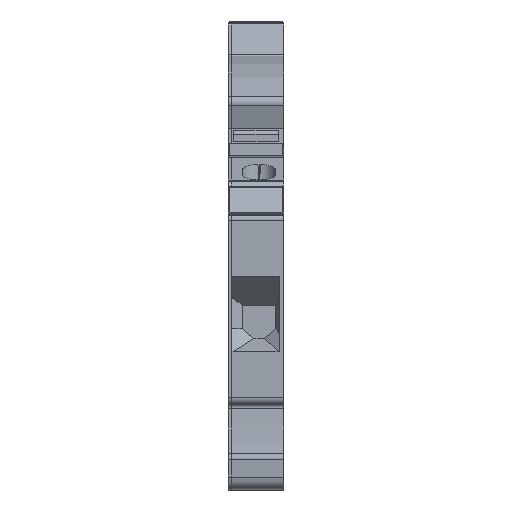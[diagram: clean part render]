
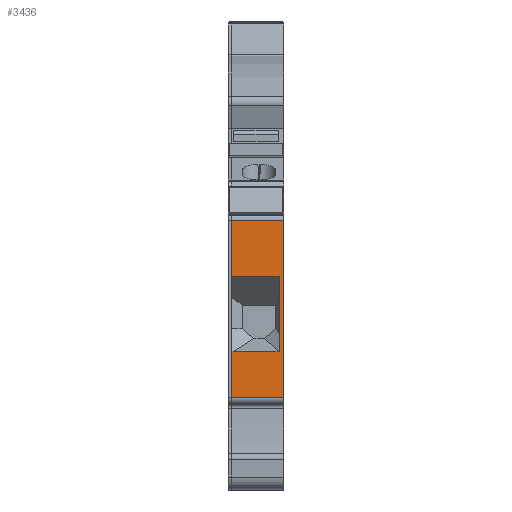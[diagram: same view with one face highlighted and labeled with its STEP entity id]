
A CAD part, front view. The second image highlights one B-rep face of the part: STEP entity #3436.
In plain terms, the highlighted planar face has unit normal (0, -1, 0).
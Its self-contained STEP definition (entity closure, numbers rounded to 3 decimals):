
#3369=AXIS2_PLACEMENT_3D('Plane Axis2P3D',#3366,#3367,#3368) ;
#1737=CARTESIAN_POINT('Vertex',(8.1,-0.001,39.214)) ;
#1740=CARTESIAN_POINT('Line Origine',(8.1,-0.001,26.332)) ;
#1744=CARTESIAN_POINT('Vertex',(8.1,-0.001,13.45)) ;
#3366=CARTESIAN_POINT('Axis2P3D Location',(0.,-0.001,39.214)) ;
#3371=CARTESIAN_POINT('Line Origine',(4.3,-0.001,13.45)) ;
#3375=CARTESIAN_POINT('Vertex',(0.5,-0.001,13.45)) ;
#3378=CARTESIAN_POINT('Line Origine',(4.3,-0.001,39.214)) ;
#3382=CARTESIAN_POINT('Vertex',(0.5,-0.001,39.214)) ;
#3385=CARTESIAN_POINT('Line Origine',(0.5,-0.001,35.161)) ;
#3389=CARTESIAN_POINT('Vertex',(0.5,-0.001,31.108)) ;
#3392=CARTESIAN_POINT('Line Origine',(3.95,-0.001,31.108)) ;
#3396=CARTESIAN_POINT('Vertex',(7.4,-0.001,31.108)) ;
#3399=CARTESIAN_POINT('Line Origine',(7.4,-0.001,25.624)) ;
#3403=CARTESIAN_POINT('Vertex',(7.4,-0.001,20.14)) ;
#3406=CARTESIAN_POINT('Line Origine',(4.09,-0.001,20.14)) ;
#3410=CARTESIAN_POINT('Vertex',(0.78,-0.001,20.14)) ;
#3413=CARTESIAN_POINT('Line Origine',(0.64,-0.001,20.257)) ;
#3417=CARTESIAN_POINT('Vertex',(0.5,-0.001,20.375)) ;
#3420=CARTESIAN_POINT('Line Origine',(0.5,-0.001,16.912)) ;
#1741=DIRECTION('Vector Direction',(0.,0.,1.)) ;
#3367=DIRECTION('Axis2P3D Direction',(0.,-1.,0.)) ;
#3368=DIRECTION('Axis2P3D XDirection',(0.,0.,-1.)) ;
#3372=DIRECTION('Vector Direction',(-1.,0.,0.)) ;
#3379=DIRECTION('Vector Direction',(-1.,0.,0.)) ;
#3386=DIRECTION('Vector Direction',(0.,0.,-1.)) ;
#3393=DIRECTION('Vector Direction',(-1.,0.,0.)) ;
#3400=DIRECTION('Vector Direction',(0.,0.,-1.)) ;
#3407=DIRECTION('Vector Direction',(-1.,0.,0.)) ;
#3414=DIRECTION('Vector Direction',(-0.766,0.,0.643)) ;
#3421=DIRECTION('Vector Direction',(0.,0.,-1.)) ;
#1742=VECTOR('Line Direction',#1741,1.) ;
#3373=VECTOR('Line Direction',#3372,1.) ;
#3380=VECTOR('Line Direction',#3379,1.) ;
#3387=VECTOR('Line Direction',#3386,1.) ;
#3394=VECTOR('Line Direction',#3393,1.) ;
#3401=VECTOR('Line Direction',#3400,1.) ;
#3408=VECTOR('Line Direction',#3407,1.) ;
#3415=VECTOR('Line Direction',#3414,1.) ;
#3422=VECTOR('Line Direction',#3421,1.) ;
#3426=ORIENTED_EDGE('',*,*,#3377,.F.) ;
#3427=ORIENTED_EDGE('',*,*,#1746,.F.) ;
#3428=ORIENTED_EDGE('',*,*,#3384,.T.) ;
#3429=ORIENTED_EDGE('',*,*,#3391,.T.) ;
#3430=ORIENTED_EDGE('',*,*,#3398,.F.) ;
#3431=ORIENTED_EDGE('',*,*,#3405,.T.) ;
#3432=ORIENTED_EDGE('',*,*,#3412,.T.) ;
#3433=ORIENTED_EDGE('',*,*,#3419,.T.) ;
#3434=ORIENTED_EDGE('',*,*,#3424,.T.) ;
#3436=ADVANCED_FACE('70429_SA_WTTB_6_PE_PLM001323.1_green',(#3435),#3370,.T.) ;
#1746=EDGE_CURVE('',#1738,#1745,#1743,.F.) ;
#3377=EDGE_CURVE('',#1745,#3376,#3374,.T.) ;
#3384=EDGE_CURVE('',#1738,#3383,#3381,.T.) ;
#3391=EDGE_CURVE('',#3383,#3390,#3388,.T.) ;
#3398=EDGE_CURVE('',#3397,#3390,#3395,.T.) ;
#3405=EDGE_CURVE('',#3397,#3404,#3402,.T.) ;
#3412=EDGE_CURVE('',#3404,#3411,#3409,.T.) ;
#3419=EDGE_CURVE('',#3411,#3418,#3416,.T.) ;
#3424=EDGE_CURVE('',#3418,#3376,#3423,.T.) ;
#3425=EDGE_LOOP('',(#3426,#3427,#3428,#3429,#3430,#3431,#3432,#3433,#3434)) ;
#3435=FACE_OUTER_BOUND('',#3425,.T.) ;
#1743=LINE('Line',#1740,#1742) ;
#3374=LINE('Line',#3371,#3373) ;
#3381=LINE('Line',#3378,#3380) ;
#3388=LINE('Line',#3385,#3387) ;
#3395=LINE('Line',#3392,#3394) ;
#3402=LINE('Line',#3399,#3401) ;
#3409=LINE('Line',#3406,#3408) ;
#3416=LINE('Line',#3413,#3415) ;
#3423=LINE('Line',#3420,#3422) ;
#3370=PLANE('',#3369) ;
#1738=VERTEX_POINT('',#1737) ;
#1745=VERTEX_POINT('',#1744) ;
#3376=VERTEX_POINT('',#3375) ;
#3383=VERTEX_POINT('',#3382) ;
#3390=VERTEX_POINT('',#3389) ;
#3397=VERTEX_POINT('',#3396) ;
#3404=VERTEX_POINT('',#3403) ;
#3411=VERTEX_POINT('',#3410) ;
#3418=VERTEX_POINT('',#3417) ;
